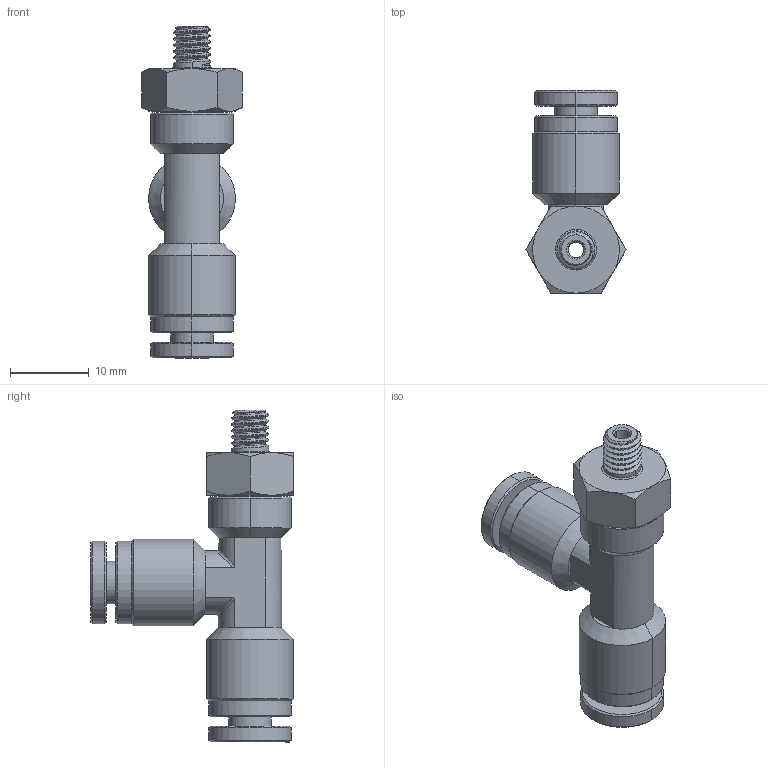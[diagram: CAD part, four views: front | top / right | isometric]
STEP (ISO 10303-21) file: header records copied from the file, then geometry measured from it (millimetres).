
FILE_DESCRIPTION (( 'STEP AP214' ), '1' );
FILE_NAME ('RTS1-8-10-32W.STEP', '2018-07-26T16:51:43', ( '' ), ( '' ), 'SwSTEP 2.0', 'SolidWorks 2016', '' );
FILE_SCHEMA (( 'AUTOMOTIVE_DESIGN' ));
Length unit declared in the file: millimetre
Products named in the file (1): RTS1-8-10-32W
Bounding box: 12.7 x 25.7 x 42.06 mm (x, y, z)
Volume: 3310.8 mm3; surface area: 5408.3 mm2
Topology: 12 solids, 12 shells, 693 faces, 1829 edges, 1177 vertices
Faces by surface type: plane 237, cone 204, cylinder 154, bspline 92, torus 6
Entity records: 32583 total; most frequent: CARTESIAN_POINT 8928, ORIENTED_EDGE 3658, DIRECTION 2926, EDGE_CURVE 1829, AXIS2_PLACEMENT_3D 1205, VERTEX_POINT 1177, EDGE_LOOP 736, UNCERTAINTY_MEASURE_WITH_UNIT 707
